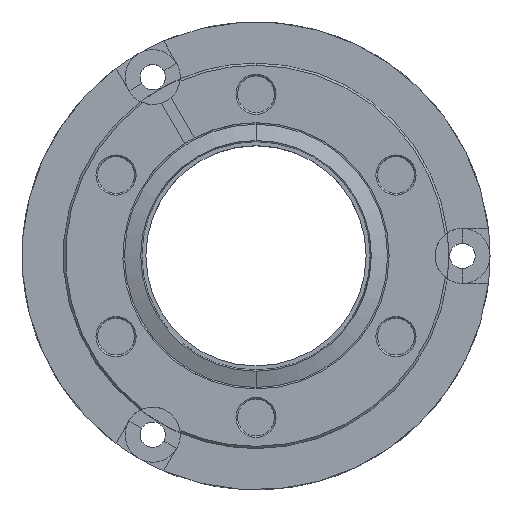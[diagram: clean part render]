
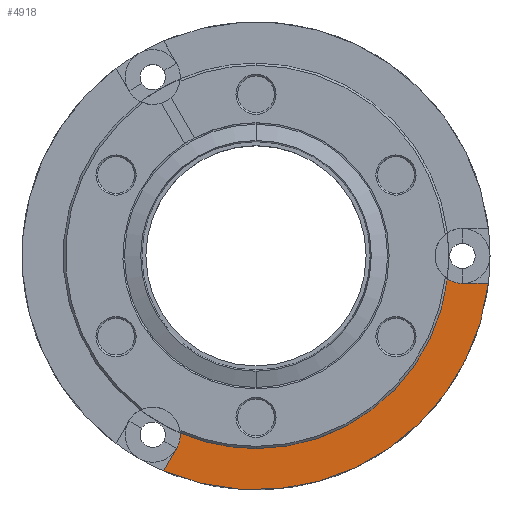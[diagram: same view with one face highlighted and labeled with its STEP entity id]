
A CAD part, top view. The second image highlights one B-rep face of the part: STEP entity #4918.
In plain terms, the highlighted planar face has unit normal (0, 0, 1).
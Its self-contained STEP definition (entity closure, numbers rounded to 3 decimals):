
#1931 = VERTEX_POINT('',#1932);
#1932 = CARTESIAN_POINT('',(34.75,-4.176,12.));
#1945 = CYLINDRICAL_SURFACE('',#1946,35.);
#1946 = AXIS2_PLACEMENT_3D('',#1947,#1948,#1949);
#1947 = CARTESIAN_POINT('',(0.,0.,35.992));
#1948 = DIRECTION('',(0.,0.,1.));
#1949 = DIRECTION('',(0.,-1.,0.));
#2108 = CYLINDRICAL_SURFACE('',#2109,35.);
#2109 = AXIS2_PLACEMENT_3D('',#2110,#2111,#2112);
#2110 = CARTESIAN_POINT('',(0.,0.,35.992));
#2111 = DIRECTION('',(0.,0.,1.));
#2112 = DIRECTION('',(0.,-1.,0.));
#2183 = VERTEX_POINT('',#2184);
#2184 = CARTESIAN_POINT('',(-13.759,-32.182,12.));
#3437 = CYLINDRICAL_SURFACE('',#3438,5.);
#3438 = AXIS2_PLACEMENT_3D('',#3439,#3440,#3441);
#3439 = CARTESIAN_POINT('',(37.5,0.,7.));
#3440 = DIRECTION('',(-0.,-0.,-1.));
#3441 = DIRECTION('',(1.,0.,0.));
#3453 = VERTEX_POINT('',#3454);
#3454 = CARTESIAN_POINT('',(0.,-35.,12.));
#3475 = EDGE_CURVE('',#3453,#1931,#3476,.T.);
#3476 = SURFACE_CURVE('',#3477,(#3482,#3489),.PCURVE_S1.);
#3477 = CIRCLE('',#3478,35.);
#3478 = AXIS2_PLACEMENT_3D('',#3479,#3480,#3481);
#3479 = CARTESIAN_POINT('',(0.,0.,12.));
#3480 = DIRECTION('',(-0.,0.,1.));
#3481 = DIRECTION('',(0.,-1.,0.));
#3482 = PCURVE('',#1945,#3483);
#3483 = DEFINITIONAL_REPRESENTATION('',(#3484),#3488);
#3484 = LINE('',#3485,#3486);
#3485 = CARTESIAN_POINT('',(0.,-23.992));
#3486 = VECTOR('',#3487,1.);
#3487 = DIRECTION('',(1.,0.));
#3488 = ( GEOMETRIC_REPRESENTATION_CONTEXT(2) 
PARAMETRIC_REPRESENTATION_CONTEXT() REPRESENTATION_CONTEXT('2D SPACE',''
  ) );
#3489 = PCURVE('',#3490,#3495);
#3490 = PLANE('',#3491);
#3491 = AXIS2_PLACEMENT_3D('',#3492,#3493,#3494);
#3492 = CARTESIAN_POINT('',(0.,0.,12.));
#3493 = DIRECTION('',(0.,0.,1.));
#3494 = DIRECTION('',(1.,0.,0.));
#3495 = DEFINITIONAL_REPRESENTATION('',(#3496),#3500);
#3496 = CIRCLE('',#3497,35.);
#3497 = AXIS2_PLACEMENT_2D('',#3498,#3499);
#3498 = CARTESIAN_POINT('',(0.,0.));
#3499 = DIRECTION('',(0.,-1.));
#3500 = ( GEOMETRIC_REPRESENTATION_CONTEXT(2) 
PARAMETRIC_REPRESENTATION_CONTEXT() REPRESENTATION_CONTEXT('2D SPACE',''
  ) );
#3561 = EDGE_CURVE('',#2183,#3453,#3562,.T.);
#3562 = SURFACE_CURVE('',#3563,(#3568,#3575),.PCURVE_S1.);
#3563 = CIRCLE('',#3564,35.);
#3564 = AXIS2_PLACEMENT_3D('',#3565,#3566,#3567);
#3565 = CARTESIAN_POINT('',(0.,0.,12.));
#3566 = DIRECTION('',(-0.,0.,1.));
#3567 = DIRECTION('',(0.,-1.,0.));
#3568 = PCURVE('',#2108,#3569);
#3569 = DEFINITIONAL_REPRESENTATION('',(#3570),#3574);
#3570 = LINE('',#3571,#3572);
#3571 = CARTESIAN_POINT('',(0.,-23.992));
#3572 = VECTOR('',#3573,1.);
#3573 = DIRECTION('',(1.,0.));
#3574 = ( GEOMETRIC_REPRESENTATION_CONTEXT(2) 
PARAMETRIC_REPRESENTATION_CONTEXT() REPRESENTATION_CONTEXT('2D SPACE',''
  ) );
#3575 = PCURVE('',#3490,#3576);
#3576 = DEFINITIONAL_REPRESENTATION('',(#3577),#3581);
#3577 = CIRCLE('',#3578,35.);
#3578 = AXIS2_PLACEMENT_2D('',#3579,#3580);
#3579 = CARTESIAN_POINT('',(0.,0.));
#3580 = DIRECTION('',(0.,-1.));
#3581 = ( GEOMETRIC_REPRESENTATION_CONTEXT(2) 
PARAMETRIC_REPRESENTATION_CONTEXT() REPRESENTATION_CONTEXT('2D SPACE',''
  ) );
#3719 = CYLINDRICAL_SURFACE('',#3720,5.);
#3720 = AXIS2_PLACEMENT_3D('',#3721,#3722,#3723);
#3721 = CARTESIAN_POINT('',(-18.75,-32.476,7.));
#3722 = DIRECTION('',(0.,0.,-1.));
#3723 = DIRECTION('',(-0.5,-0.866,0.));
#4591 = CYLINDRICAL_SURFACE('',#4592,42.5);
#4592 = AXIS2_PLACEMENT_3D('',#4593,#4594,#4595);
#4593 = CARTESIAN_POINT('',(0.,0.,0.));
#4594 = DIRECTION('',(-0.,-0.,-1.));
#4595 = DIRECTION('',(1.,0.,0.));
#4869 = EDGE_CURVE('',#1931,#4870,#4872,.T.);
#4870 = VERTEX_POINT('',#4871);
#4871 = CARTESIAN_POINT('',(37.5,-5.,12.));
#4872 = SURFACE_CURVE('',#4873,(#4878,#4885),.PCURVE_S1.);
#4873 = CIRCLE('',#4874,5.);
#4874 = AXIS2_PLACEMENT_3D('',#4875,#4876,#4877);
#4875 = CARTESIAN_POINT('',(37.5,0.,12.));
#4876 = DIRECTION('',(0.,0.,1.));
#4877 = DIRECTION('',(1.,0.,0.));
#4878 = PCURVE('',#3437,#4879);
#4879 = DEFINITIONAL_REPRESENTATION('',(#4880),#4884);
#4880 = LINE('',#4881,#4882);
#4881 = CARTESIAN_POINT('',(-0.,-5.));
#4882 = VECTOR('',#4883,1.);
#4883 = DIRECTION('',(-1.,0.));
#4884 = ( GEOMETRIC_REPRESENTATION_CONTEXT(2) 
PARAMETRIC_REPRESENTATION_CONTEXT() REPRESENTATION_CONTEXT('2D SPACE',''
  ) );
#4885 = PCURVE('',#3490,#4886);
#4886 = DEFINITIONAL_REPRESENTATION('',(#4887),#4891);
#4887 = CIRCLE('',#4888,5.);
#4888 = AXIS2_PLACEMENT_2D('',#4889,#4890);
#4889 = CARTESIAN_POINT('',(37.5,0.));
#4890 = DIRECTION('',(1.,0.));
#4891 = ( GEOMETRIC_REPRESENTATION_CONTEXT(2) 
PARAMETRIC_REPRESENTATION_CONTEXT() REPRESENTATION_CONTEXT('2D SPACE',''
  ) );
#4907 = PLANE('',#4908);
#4908 = AXIS2_PLACEMENT_3D('',#4909,#4910,#4911);
#4909 = CARTESIAN_POINT('',(37.5,-5.,7.));
#4910 = DIRECTION('',(0.,1.,0.));
#4911 = DIRECTION('',(0.,0.,1.));
#4918 = ADVANCED_FACE('',(#4919),#3490,.T.);
#4919 = FACE_BOUND('',#4920,.T.);
#4920 = EDGE_LOOP('',(#4921,#4922,#4923,#4924,#4948,#4976,#5000));
#4921 = ORIENTED_EDGE('',*,*,#4869,.F.);
#4922 = ORIENTED_EDGE('',*,*,#3475,.F.);
#4923 = ORIENTED_EDGE('',*,*,#3561,.F.);
#4924 = ORIENTED_EDGE('',*,*,#4925,.F.);
#4925 = EDGE_CURVE('',#4926,#2183,#4928,.T.);
#4926 = VERTEX_POINT('',#4927);
#4927 = CARTESIAN_POINT('',(-14.42,-34.976,12.));
#4928 = SURFACE_CURVE('',#4929,(#4934,#4941),.PCURVE_S1.);
#4929 = CIRCLE('',#4930,5.);
#4930 = AXIS2_PLACEMENT_3D('',#4931,#4932,#4933);
#4931 = CARTESIAN_POINT('',(-18.75,-32.476,12.));
#4932 = DIRECTION('',(0.,0.,1.));
#4933 = DIRECTION('',(-0.5,-0.866,0.));
#4934 = PCURVE('',#3490,#4935);
#4935 = DEFINITIONAL_REPRESENTATION('',(#4936),#4940);
#4936 = CIRCLE('',#4937,5.);
#4937 = AXIS2_PLACEMENT_2D('',#4938,#4939);
#4938 = CARTESIAN_POINT('',(-18.75,-32.476));
#4939 = DIRECTION('',(-0.5,-0.866));
#4940 = ( GEOMETRIC_REPRESENTATION_CONTEXT(2) 
PARAMETRIC_REPRESENTATION_CONTEXT() REPRESENTATION_CONTEXT('2D SPACE',''
  ) );
#4941 = PCURVE('',#3719,#4942);
#4942 = DEFINITIONAL_REPRESENTATION('',(#4943),#4947);
#4943 = LINE('',#4944,#4945);
#4944 = CARTESIAN_POINT('',(-0.,-5.));
#4945 = VECTOR('',#4946,1.);
#4946 = DIRECTION('',(-1.,0.));
#4947 = ( GEOMETRIC_REPRESENTATION_CONTEXT(2) 
PARAMETRIC_REPRESENTATION_CONTEXT() REPRESENTATION_CONTEXT('2D SPACE',''
  ) );
#4948 = ORIENTED_EDGE('',*,*,#4949,.T.);
#4949 = EDGE_CURVE('',#4926,#4950,#4952,.T.);
#4950 = VERTEX_POINT('',#4951);
#4951 = CARTESIAN_POINT('',(-16.772,-39.05,12.));
#4952 = SURFACE_CURVE('',#4953,(#4957,#4964),.PCURVE_S1.);
#4953 = LINE('',#4954,#4955);
#4954 = CARTESIAN_POINT('',(-14.42,-34.976,12.));
#4955 = VECTOR('',#4956,1.);
#4956 = DIRECTION('',(-0.5,-0.866,0.));
#4957 = PCURVE('',#3490,#4958);
#4958 = DEFINITIONAL_REPRESENTATION('',(#4959),#4963);
#4959 = LINE('',#4960,#4961);
#4960 = CARTESIAN_POINT('',(-14.42,-34.976));
#4961 = VECTOR('',#4962,1.);
#4962 = DIRECTION('',(-0.5,-0.866));
#4963 = ( GEOMETRIC_REPRESENTATION_CONTEXT(2) 
PARAMETRIC_REPRESENTATION_CONTEXT() REPRESENTATION_CONTEXT('2D SPACE',''
  ) );
#4964 = PCURVE('',#4965,#4970);
#4965 = PLANE('',#4966);
#4966 = AXIS2_PLACEMENT_3D('',#4967,#4968,#4969);
#4967 = CARTESIAN_POINT('',(-14.42,-34.976,7.));
#4968 = DIRECTION('',(0.866,-0.5,0.));
#4969 = DIRECTION('',(0.,0.,1.));
#4970 = DEFINITIONAL_REPRESENTATION('',(#4971),#4975);
#4971 = LINE('',#4972,#4973);
#4972 = CARTESIAN_POINT('',(5.,0.));
#4973 = VECTOR('',#4974,1.);
#4974 = DIRECTION('',(0.,1.));
#4975 = ( GEOMETRIC_REPRESENTATION_CONTEXT(2) 
PARAMETRIC_REPRESENTATION_CONTEXT() REPRESENTATION_CONTEXT('2D SPACE',''
  ) );
#4976 = ORIENTED_EDGE('',*,*,#4977,.T.);
#4977 = EDGE_CURVE('',#4950,#4978,#4980,.T.);
#4978 = VERTEX_POINT('',#4979);
#4979 = CARTESIAN_POINT('',(42.205,-5.,12.));
#4980 = SURFACE_CURVE('',#4981,(#4986,#4993),.PCURVE_S1.);
#4981 = CIRCLE('',#4982,42.5);
#4982 = AXIS2_PLACEMENT_3D('',#4983,#4984,#4985);
#4983 = CARTESIAN_POINT('',(0.,0.,12.));
#4984 = DIRECTION('',(0.,0.,1.));
#4985 = DIRECTION('',(1.,0.,0.));
#4986 = PCURVE('',#3490,#4987);
#4987 = DEFINITIONAL_REPRESENTATION('',(#4988),#4992);
#4988 = CIRCLE('',#4989,42.5);
#4989 = AXIS2_PLACEMENT_2D('',#4990,#4991);
#4990 = CARTESIAN_POINT('',(0.,0.));
#4991 = DIRECTION('',(1.,0.));
#4992 = ( GEOMETRIC_REPRESENTATION_CONTEXT(2) 
PARAMETRIC_REPRESENTATION_CONTEXT() REPRESENTATION_CONTEXT('2D SPACE',''
  ) );
#4993 = PCURVE('',#4591,#4994);
#4994 = DEFINITIONAL_REPRESENTATION('',(#4995),#4999);
#4995 = LINE('',#4996,#4997);
#4996 = CARTESIAN_POINT('',(-0.,-12.));
#4997 = VECTOR('',#4998,1.);
#4998 = DIRECTION('',(-1.,0.));
#4999 = ( GEOMETRIC_REPRESENTATION_CONTEXT(2) 
PARAMETRIC_REPRESENTATION_CONTEXT() REPRESENTATION_CONTEXT('2D SPACE',''
  ) );
#5000 = ORIENTED_EDGE('',*,*,#5001,.F.);
#5001 = EDGE_CURVE('',#4870,#4978,#5002,.T.);
#5002 = SURFACE_CURVE('',#5003,(#5007,#5014),.PCURVE_S1.);
#5003 = LINE('',#5004,#5005);
#5004 = CARTESIAN_POINT('',(37.5,-5.,12.));
#5005 = VECTOR('',#5006,1.);
#5006 = DIRECTION('',(1.,0.,0.));
#5007 = PCURVE('',#3490,#5008);
#5008 = DEFINITIONAL_REPRESENTATION('',(#5009),#5013);
#5009 = LINE('',#5010,#5011);
#5010 = CARTESIAN_POINT('',(37.5,-5.));
#5011 = VECTOR('',#5012,1.);
#5012 = DIRECTION('',(1.,0.));
#5013 = ( GEOMETRIC_REPRESENTATION_CONTEXT(2) 
PARAMETRIC_REPRESENTATION_CONTEXT() REPRESENTATION_CONTEXT('2D SPACE',''
  ) );
#5014 = PCURVE('',#4907,#5015);
#5015 = DEFINITIONAL_REPRESENTATION('',(#5016),#5020);
#5016 = LINE('',#5017,#5018);
#5017 = CARTESIAN_POINT('',(5.,0.));
#5018 = VECTOR('',#5019,1.);
#5019 = DIRECTION('',(0.,1.));
#5020 = ( GEOMETRIC_REPRESENTATION_CONTEXT(2) 
PARAMETRIC_REPRESENTATION_CONTEXT() REPRESENTATION_CONTEXT('2D SPACE',''
  ) );
